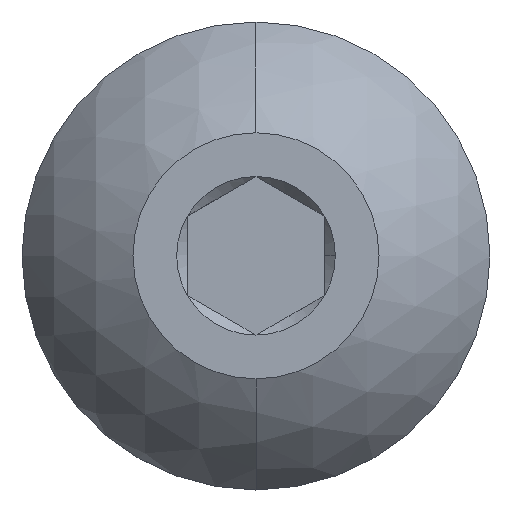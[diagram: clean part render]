
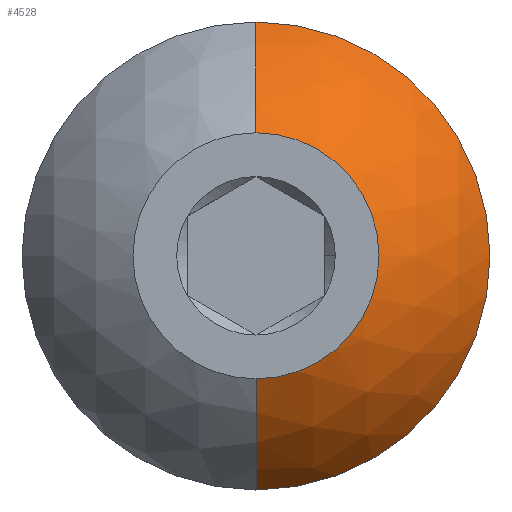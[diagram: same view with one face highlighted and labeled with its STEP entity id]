
A CAD part, top view. The second image highlights one B-rep face of the part: STEP entity #4528.
In plain terms, the highlighted spherical face has radius 3.065 mm.
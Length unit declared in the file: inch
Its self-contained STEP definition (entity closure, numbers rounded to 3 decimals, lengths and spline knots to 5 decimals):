
#278 = DIRECTION ( 'NONE',  ( 0., -1., 0. ) ) ;
#281 = CARTESIAN_POINT ( 'NONE',  ( 0., 0., -0.10689 ) ) ;
#286 = DIRECTION ( 'NONE',  ( 1., 0., 0. ) ) ;
#324 = CARTESIAN_POINT ( 'NONE',  ( 0., 0.056, 0. ) ) ;
#326 = CARTESIAN_POINT ( 'NONE',  ( 0., -0.056, 0. ) ) ;
#359 = CARTESIAN_POINT ( 'NONE',  ( 0., 0.1065, -0.05015 ) ) ;
#363 = CARTESIAN_POINT ( 'NONE',  ( 0.1065, 0., -0.05015 ) ) ;
#382 = CARTESIAN_POINT ( 'NONE',  ( 0., -0.1065, -0.05015 ) ) ;
#595 = FACE_OUTER_BOUND ( 'NONE', #3350, .T. ) ;
#602 = SPHERICAL_SURFACE ( 'NONE', #2892, 0.12067 ) ;
#2166 = ORIENTED_EDGE ( 'NONE', *, *, #2673, .F. ) ;
#2168 = ORIENTED_EDGE ( 'NONE', *, *, #2674, .F. ) ;
#2170 = ORIENTED_EDGE ( 'NONE', *, *, #2675, .T. ) ;
#2172 = ORIENTED_EDGE ( 'NONE', *, *, #2678, .T. ) ;
#2174 = ORIENTED_EDGE ( 'NONE', *, *, #2676, .T. ) ;
#2224 = CIRCLE ( 'NONE', #2866, 0.12067 ) ;
#2226 = CIRCLE ( 'NONE', #2868, 0.12067 ) ;
#2228 = CIRCLE ( 'NONE', #2870, 0.1065 ) ;
#2229 = CIRCLE ( 'NONE', #2867, 0.056 ) ;
#2235 = CIRCLE ( 'NONE', #2869, 0.1065 ) ;
#2673 = EDGE_CURVE ( 'NONE', #3297, #4513, #2224, .T. ) ;
#2674 = EDGE_CURVE ( 'NONE', #4513, #4515, #2229, .T. ) ;
#2675 = EDGE_CURVE ( 'NONE', #3315, #4515, #2226, .T. ) ;
#2676 = EDGE_CURVE ( 'NONE', #3297, #3306, #2235, .T. ) ;
#2678 = EDGE_CURVE ( 'NONE', #3306, #3315, #2228, .T. ) ;
#2866 = AXIS2_PLACEMENT_3D ( 'NONE', #3865, #3870, #3872 ) ;
#2867 = AXIS2_PLACEMENT_3D ( 'NONE', #3869, #3868, #3867 ) ;
#2868 = AXIS2_PLACEMENT_3D ( 'NONE', #3861, #3873, #3857 ) ;
#2869 = AXIS2_PLACEMENT_3D ( 'NONE', #3856, #3854, #3855 ) ;
#2870 = AXIS2_PLACEMENT_3D ( 'NONE', #4066, #4044, #4042 ) ;
#2892 = AXIS2_PLACEMENT_3D ( 'NONE', #281, #286, #278 ) ;
#3297 = VERTEX_POINT ( 'NONE', #382 ) ;
#3306 = VERTEX_POINT ( 'NONE', #363 ) ;
#3315 = VERTEX_POINT ( 'NONE', #359 ) ;
#3350 = EDGE_LOOP ( 'NONE', ( #2174, #2172, #2170, #2168, #2166 ) ) ;
#3854 = DIRECTION ( 'NONE',  ( 0., 0., 1. ) ) ;
#3855 = DIRECTION ( 'NONE',  ( 1., 0., 0. ) ) ;
#3856 = CARTESIAN_POINT ( 'NONE',  ( 0., 0., -0.05015 ) ) ;
#3857 = DIRECTION ( 'NONE',  ( 0., 1., 0. ) ) ;
#3861 = CARTESIAN_POINT ( 'NONE',  ( 0., 0., -0.10689 ) ) ;
#3865 = CARTESIAN_POINT ( 'NONE',  ( 0., 0., -0.10689 ) ) ;
#3867 = DIRECTION ( 'NONE',  ( 1., 0., 0. ) ) ;
#3868 = DIRECTION ( 'NONE',  ( 0., 0., 1. ) ) ;
#3869 = CARTESIAN_POINT ( 'NONE',  ( 0., 0., 0. ) ) ;
#3870 = DIRECTION ( 'NONE',  ( -1., 0., 0. ) ) ;
#3872 = DIRECTION ( 'NONE',  ( 0., -1., 0. ) ) ;
#3873 = DIRECTION ( 'NONE',  ( 1., 0., 0. ) ) ;
#4042 = DIRECTION ( 'NONE',  ( 1., 0., 0. ) ) ;
#4044 = DIRECTION ( 'NONE',  ( 0., 0., 1. ) ) ;
#4066 = CARTESIAN_POINT ( 'NONE',  ( 0., 0., -0.05015 ) ) ;
#4513 = VERTEX_POINT ( 'NONE', #326 ) ;
#4515 = VERTEX_POINT ( 'NONE', #324 ) ;
#4528 = ADVANCED_FACE ( 'NONE', ( #595 ), #602, .T. ) ;
